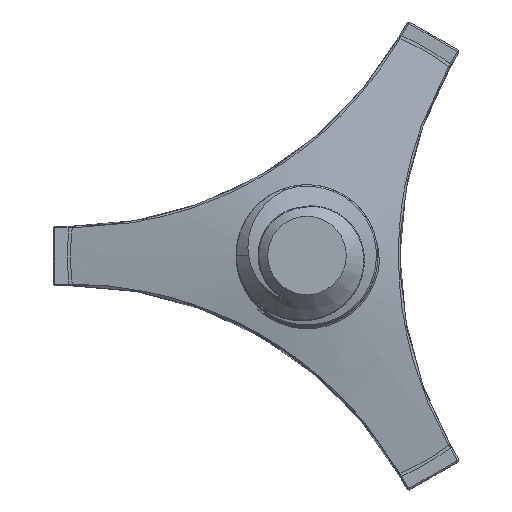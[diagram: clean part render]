
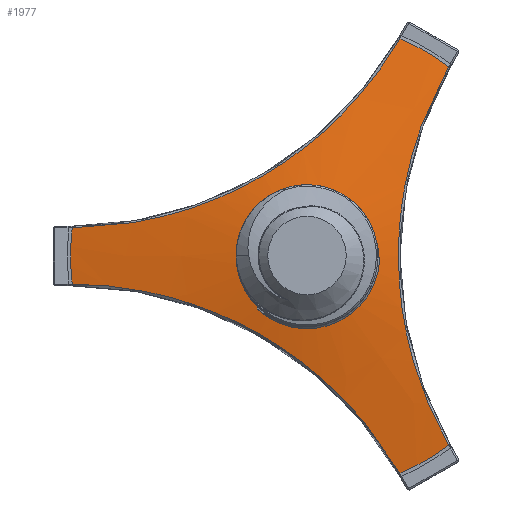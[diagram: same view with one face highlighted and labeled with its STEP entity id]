
A CAD part, top view. The second image highlights one B-rep face of the part: STEP entity #1977.
In plain terms, the highlighted conical face has half-angle 80 degrees and reference radius 36.25 mm.
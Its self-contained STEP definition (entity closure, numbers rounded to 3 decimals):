
#109=CIRCLE('',#2106,18.36);
#110=CIRCLE('',#2108,59.606);
#111=CIRCLE('',#2109,17.868);
#112=CIRCLE('',#2110,59.606);
#113=CIRCLE('',#2111,59.606);
#133=CONICAL_SURFACE('',#2107,36.25,1.396);
#190=FACE_OUTER_BOUND('',#314,.T.);
#314=EDGE_LOOP('',(#1556,#1557,#1558,#1559,#1560,#1561,#1562,#1563,#1564,
#1565,#1566,#1567,#1568,#1569));
#446=LINE('',#6777,#597);
#597=VECTOR('',#2338,36.25);
#783=B_SPLINE_CURVE_WITH_KNOTS('',3,(#6675,#6676,#6677,#6678),
 .UNSPECIFIED.,.F.,.F.,(4,4),(0.874,0.955),
 .UNSPECIFIED.);
#786=B_SPLINE_CURVE_WITH_KNOTS('',3,(#6768,#6769,#6770,#6771,#6772,#6773,
#6774,#6775),.UNSPECIFIED.,.F.,.F.,(4,1,1,1,1,4),(-10.406,-10.065,
-9.725,-8.363,-7.001,-5.639),
 .UNSPECIFIED.);
#787=B_SPLINE_CURVE_WITH_KNOTS('',3,(#6778,#6779,#6780,#6781),
 .UNSPECIFIED.,.F.,.F.,(4,4),(2.45,2.558),
 .UNSPECIFIED.);
#788=B_SPLINE_CURVE_WITH_KNOTS('',3,(#6784,#6785,#6786,#6787),
 .UNSPECIFIED.,.F.,.F.,(4,4),(2.405,2.45),
 .UNSPECIFIED.);
#789=B_SPLINE_CURVE_WITH_KNOTS('',3,(#6788,#6789,#6790,#6791,#6792,#6793,
#6794,#6795),.UNSPECIFIED.,.F.,.F.,(4,1,1,1,1,4),(-15.172,-13.81,
-12.449,-11.087,-10.576,-10.406),
 .UNSPECIFIED.);
#790=B_SPLINE_CURVE_WITH_KNOTS('',3,(#6797,#6798,#6799,#6800,#6801,#6802,
#6803,#6804,#6805,#6806,#6807,#6808),.UNSPECIFIED.,.F.,.F.,(4,1,1,1,1,1,
1,1,1,4),(-15.172,-13.81,-12.449,-11.087,
-10.576,-10.065,-9.725,-8.363,-7.001,
-5.639),.UNSPECIFIED.);
#791=B_SPLINE_CURVE_WITH_KNOTS('',3,(#6810,#6811,#6812,#6813,#6814,#6815,
#6816,#6817,#6818,#6819,#6820,#6821),.UNSPECIFIED.,.F.,.F.,(4,1,1,1,1,1,
1,1,1,4),(-15.172,-13.81,-12.449,-11.087,
-10.576,-10.065,-9.725,-8.363,
-7.001,-5.639),.UNSPECIFIED.);
#813=VERTEX_POINT('',#2729);
#820=VERTEX_POINT('',#2959);
#830=VERTEX_POINT('',#3235);
#844=VERTEX_POINT('',#3587);
#855=VERTEX_POINT('',#3893);
#862=VERTEX_POINT('',#4123);
#918=VERTEX_POINT('',#6636);
#919=VERTEX_POINT('',#6674);
#941=VERTEX_POINT('',#6759);
#942=VERTEX_POINT('',#6767);
#943=VERTEX_POINT('',#6776);
#944=VERTEX_POINT('',#6782);
#1136=EDGE_CURVE('',#919,#918,#783,.T.);
#1165=EDGE_CURVE('',#919,#941,#109,.T.);
#1167=EDGE_CURVE('',#844,#862,#110,.T.);
#1168=EDGE_CURVE('',#942,#844,#786,.T.);
#1169=EDGE_CURVE('',#942,#943,#446,.T.);
#1170=EDGE_CURVE('',#943,#941,#787,.T.);
#1171=EDGE_CURVE('',#918,#944,#111,.T.);
#1172=EDGE_CURVE('',#944,#943,#788,.T.);
#1173=EDGE_CURVE('',#820,#942,#789,.T.);
#1174=EDGE_CURVE('',#813,#820,#112,.T.);
#1175=EDGE_CURVE('',#830,#813,#790,.T.);
#1176=EDGE_CURVE('',#855,#830,#113,.T.);
#1177=EDGE_CURVE('',#862,#855,#791,.T.);
#1556=ORIENTED_EDGE('',*,*,#1167,.F.);
#1557=ORIENTED_EDGE('',*,*,#1168,.F.);
#1558=ORIENTED_EDGE('',*,*,#1169,.T.);
#1559=ORIENTED_EDGE('',*,*,#1170,.T.);
#1560=ORIENTED_EDGE('',*,*,#1165,.F.);
#1561=ORIENTED_EDGE('',*,*,#1136,.T.);
#1562=ORIENTED_EDGE('',*,*,#1171,.T.);
#1563=ORIENTED_EDGE('',*,*,#1172,.T.);
#1564=ORIENTED_EDGE('',*,*,#1169,.F.);
#1565=ORIENTED_EDGE('',*,*,#1173,.F.);
#1566=ORIENTED_EDGE('',*,*,#1174,.F.);
#1567=ORIENTED_EDGE('',*,*,#1175,.F.);
#1568=ORIENTED_EDGE('',*,*,#1176,.F.);
#1569=ORIENTED_EDGE('',*,*,#1177,.F.);
#1977=ADVANCED_FACE('',(#190),#133,.T.);
#2106=AXIS2_PLACEMENT_3D('',#6760,#2332,#2333);
#2107=AXIS2_PLACEMENT_3D('',#6765,#2334,#2335);
#2108=AXIS2_PLACEMENT_3D('',#6766,#2336,#2337);
#2109=AXIS2_PLACEMENT_3D('',#6783,#2339,#2340);
#2110=AXIS2_PLACEMENT_3D('',#6796,#2341,#2342);
#2111=AXIS2_PLACEMENT_3D('',#6809,#2343,#2344);
#2332=DIRECTION('center_axis',(0.,0.,1.));
#2333=DIRECTION('ref_axis',(1.,0.,0.));
#2334=DIRECTION('center_axis',(0.,0.,-1.));
#2335=DIRECTION('ref_axis',(-1.,0.,0.));
#2336=DIRECTION('center_axis',(0.,0.,-1.));
#2337=DIRECTION('ref_axis',(1.,0.,0.));
#2338=DIRECTION('',(-0.985,0.,0.174));
#2339=DIRECTION('center_axis',(0.,0.,-1.));
#2340=DIRECTION('ref_axis',(-1.,0.,0.));
#2341=DIRECTION('center_axis',(0.,0.,
-1.));
#2342=DIRECTION('ref_axis',(1.,0.,0.));
#2343=DIRECTION('center_axis',(0.,0.,-1.));
#2344=DIRECTION('ref_axis',(-1.,0.,0.));
#2729=CARTESIAN_POINT('',(23.441,54.803,-41.882));
#2959=CARTESIAN_POINT('',(35.74,47.702,-41.882));
#3235=CARTESIAN_POINT('',(-59.182,7.101,-41.882));
#3587=CARTESIAN_POINT('',(35.74,-47.702,-41.882));
#3893=CARTESIAN_POINT('',(-59.182,-7.101,-41.882));
#4123=CARTESIAN_POINT('',(23.441,-54.803,-41.882));
#6636=CARTESIAN_POINT('',(-12.56,-12.708,-34.522));
#6674=CARTESIAN_POINT('',(-12.531,-13.419,-34.609));
#6675=CARTESIAN_POINT('Ctrl Pts',(-12.532,-13.42,-34.609));
#6676=CARTESIAN_POINT('Ctrl Pts',(-12.546,-13.181,-34.58));
#6677=CARTESIAN_POINT('Ctrl Pts',(-12.556,-12.944,-34.551));
#6678=CARTESIAN_POINT('Ctrl Pts',(-12.56,-12.709,-34.522));
#6759=CARTESIAN_POINT('',(18.33,-1.046,-34.609));
#6760=CARTESIAN_POINT('Origin',(0.,0.,-34.609));
#6765=CARTESIAN_POINT('Origin',(0.,0.,-37.763));
#6766=CARTESIAN_POINT('Origin',(0.,0.,-41.882));
#6767=CARTESIAN_POINT('',(23.056,-0.001,-35.436));
#6768=CARTESIAN_POINT('Ctrl Pts',(23.057,0.,
-35.437));
#6769=CARTESIAN_POINT('Ctrl Pts',(23.057,-1.144,-35.437));
#6770=CARTESIAN_POINT('Ctrl Pts',(23.098,-3.43,-35.474));
#6771=CARTESIAN_POINT('Ctrl Pts',(23.47,-10.407,-35.809));
#6772=CARTESIAN_POINT('Ctrl Pts',(25.014,-21.034,-37.073));
#6773=CARTESIAN_POINT('Ctrl Pts',(29.247,-34.955,-39.398));
#6774=CARTESIAN_POINT('Ctrl Pts',(33.405,-43.623,-41.059));
#6775=CARTESIAN_POINT('Ctrl Pts',(35.74,-47.702,-41.882));
#6776=CARTESIAN_POINT('',(18.013,0.,-34.548));
#6777=CARTESIAN_POINT('',(36.25,0.,-37.763));
#6778=CARTESIAN_POINT('Ctrl Pts',(18.013,0.,
-34.548));
#6779=CARTESIAN_POINT('Ctrl Pts',(18.13,-0.346,-34.568));
#6780=CARTESIAN_POINT('Ctrl Pts',(18.235,-0.694,-34.589));
#6781=CARTESIAN_POINT('Ctrl Pts',(18.33,-1.046,-34.609));
#6782=CARTESIAN_POINT('',(17.862,0.428,-34.522));
#6783=CARTESIAN_POINT('Origin',(0.,0.,-34.522));
#6784=CARTESIAN_POINT('Ctrl Pts',(17.863,0.428,-34.522));
#6785=CARTESIAN_POINT('Ctrl Pts',(17.915,0.286,-34.531));
#6786=CARTESIAN_POINT('Ctrl Pts',(17.965,0.143,-34.539));
#6787=CARTESIAN_POINT('Ctrl Pts',(18.013,0.,
-34.548));
#6788=CARTESIAN_POINT('Ctrl Pts',(35.74,47.702,-41.882));
#6789=CARTESIAN_POINT('Ctrl Pts',(33.405,43.623,-41.059));
#6790=CARTESIAN_POINT('Ctrl Pts',(29.247,34.953,-39.398));
#6791=CARTESIAN_POINT('Ctrl Pts',(25.013,21.038,-37.073));
#6792=CARTESIAN_POINT('Ctrl Pts',(23.385,9.81,-35.738));
#6793=CARTESIAN_POINT('Ctrl Pts',(23.077,2.859,-35.455));
#6794=CARTESIAN_POINT('Ctrl Pts',(23.057,0.57,-35.437));
#6795=CARTESIAN_POINT('Ctrl Pts',(23.057,-0.002,
-35.437));
#6796=CARTESIAN_POINT('Origin',(0.,0.,-41.882));
#6797=CARTESIAN_POINT('Ctrl Pts',(-59.182,7.101,-41.882));
#6798=CARTESIAN_POINT('Ctrl Pts',(-54.481,7.118,-41.059));
#6799=CARTESIAN_POINT('Ctrl Pts',(-44.893,7.852,-39.398));
#6800=CARTESIAN_POINT('Ctrl Pts',(-30.726,11.143,-37.073));
#6801=CARTESIAN_POINT('Ctrl Pts',(-20.188,15.347,-35.738));
#6802=CARTESIAN_POINT('Ctrl Pts',(-12.986,19.091,-35.408));
#6803=CARTESIAN_POINT('Ctrl Pts',(-9.066,21.401,-35.447));
#6804=CARTESIAN_POINT('Ctrl Pts',(-2.723,25.529,-35.809));
#6805=CARTESIAN_POINT('Ctrl Pts',(5.709,32.179,-37.073));
#6806=CARTESIAN_POINT('Ctrl Pts',(15.648,42.806,-39.398));
#6807=CARTESIAN_POINT('Ctrl Pts',(21.076,50.741,-41.059));
#6808=CARTESIAN_POINT('Ctrl Pts',(23.441,54.803,-41.882));
#6809=CARTESIAN_POINT('Origin',(0.,0.,-41.882));
#6810=CARTESIAN_POINT('Ctrl Pts',(23.441,-54.803,-41.882));
#6811=CARTESIAN_POINT('Ctrl Pts',(21.076,-50.741,-41.059));
#6812=CARTESIAN_POINT('Ctrl Pts',(15.647,-42.805,-39.398));
#6813=CARTESIAN_POINT('Ctrl Pts',(5.713,-32.181,-37.073));
#6814=CARTESIAN_POINT('Ctrl Pts',(-3.197,-25.157,-35.738));
#6815=CARTESIAN_POINT('Ctrl Pts',(-10.04,-20.792,-35.408));
#6816=CARTESIAN_POINT('Ctrl Pts',(-14.001,-18.552,-35.447));
#6817=CARTESIAN_POINT('Ctrl Pts',(-20.748,-15.122,-35.809));
#6818=CARTESIAN_POINT('Ctrl Pts',(-30.723,-11.145,-37.073));
#6819=CARTESIAN_POINT('Ctrl Pts',(-44.895,-7.851,-39.398));
#6820=CARTESIAN_POINT('Ctrl Pts',(-54.481,-7.118,-41.059));
#6821=CARTESIAN_POINT('Ctrl Pts',(-59.182,-7.101,-41.882));
